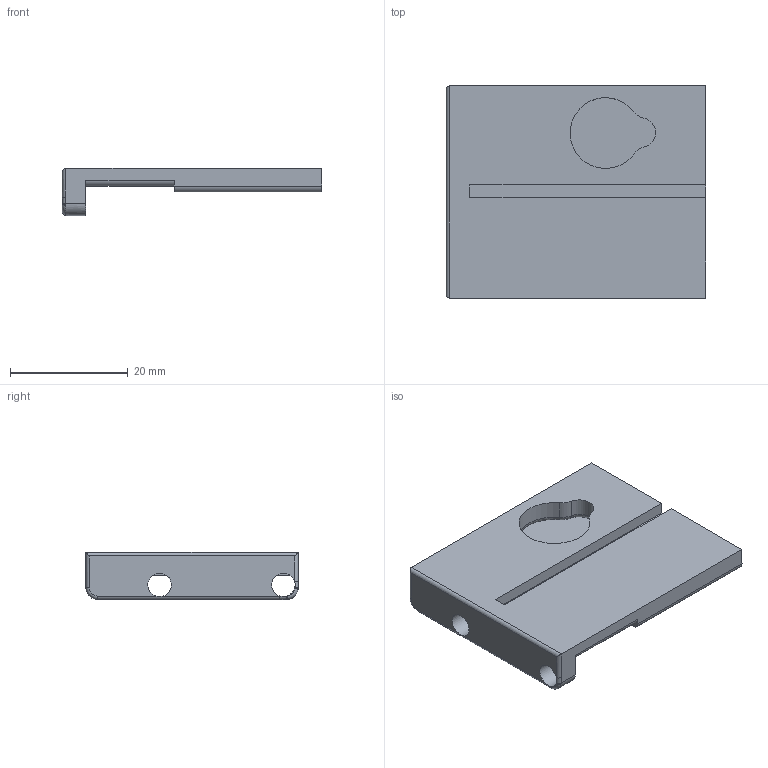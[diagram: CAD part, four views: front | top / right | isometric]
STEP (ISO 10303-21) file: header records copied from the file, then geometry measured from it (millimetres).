
FILE_DESCRIPTION(/* description */ (''),/* implementation_level */ '2;1');
FILE_NAME(/* name */ 'peep house cover.step',/* time_stamp */ '2020-12-18T16:36:26+06:00',/* author */ (''),/* organization */ (''),/* preprocessor_version */ 'ST-DEVELOPER v18.1',/* originating_system */ 'Autodesk Translation Framework v9.7.1.1290',/* authorisation */ '');
FILE_SCHEMA (('AUTOMOTIVE_DESIGN { 1 0 10303 214 3 1 1 }','MODEL_BASED_INTEGRATED_MANUFACTURING_SCHEMA'));
Length unit declared in the file: millimetre
Products named in the file (1): peep house cover
Bounding box: 44 x 36 x 8 mm (x, y, z)
Volume: 5546.7 mm3; surface area: 4547.3 mm2
Topology: 1 solids, 1 shells, 42 faces, 115 edges, 71 vertices
Faces by surface type: cylinder 18, plane 16, torus 8
Full cylindrical faces by diameter (mm): 4 x2
Entity records: 1357 total; most frequent: CARTESIAN_POINT 248, DIRECTION 236, ORIENTED_EDGE 222, EDGE_CURVE 111, AXIS2_PLACEMENT_3D 90, VERTEX_POINT 69, LINE 56, VECTOR 56
